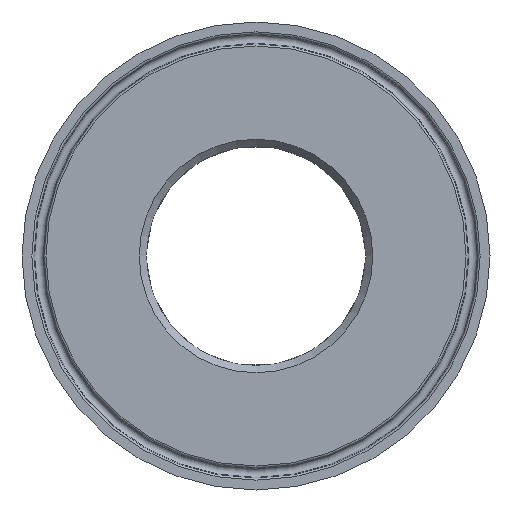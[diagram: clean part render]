
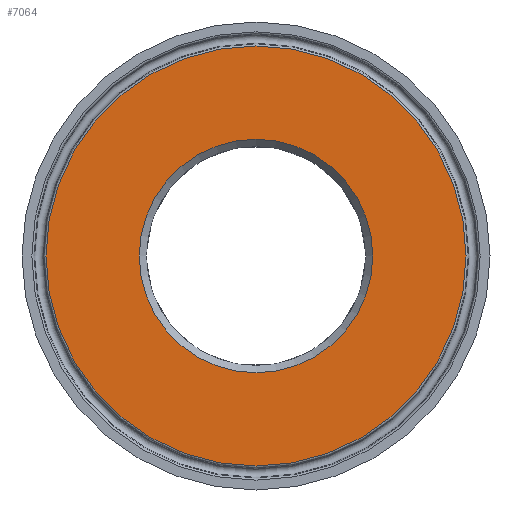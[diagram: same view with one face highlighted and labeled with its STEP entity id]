
A CAD part, left-side view. The second image highlights one B-rep face of the part: STEP entity #7064.
In plain terms, the highlighted planar face has unit normal (-1, 0, 0).
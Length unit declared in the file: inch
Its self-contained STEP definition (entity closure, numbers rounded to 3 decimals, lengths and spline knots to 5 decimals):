
#106=FACE_BOUND('',#1277,.T.);
#463=PLANE('',#7479);
#843=FACE_OUTER_BOUND('',#1276,.T.);
#1276=EDGE_LOOP('',(#6590));
#1277=EDGE_LOOP('',(#6591));
#1826=CIRCLE('',#7476,1.16789);
#1828=CIRCLE('',#7480,2.10134);
#3471=VERTEX_POINT('',#15682);
#3473=VERTEX_POINT('',#15688);
#4517=EDGE_CURVE('',#3471,#3471,#1826,.T.);
#4519=EDGE_CURVE('',#3473,#3473,#1828,.T.);
#6590=ORIENTED_EDGE('',*,*,#4519,.F.);
#6591=ORIENTED_EDGE('',*,*,#4517,.F.);
#7064=ADVANCED_FACE('',(#843,#106),#463,.T.);
#7476=AXIS2_PLACEMENT_3D('',#15683,#8767,#8768);
#7479=AXIS2_PLACEMENT_3D('',#15687,#8773,#8774);
#7480=AXIS2_PLACEMENT_3D('',#15689,#8775,#8776);
#8767=DIRECTION('center_axis',(-1.,0.,0.));
#8768=DIRECTION('ref_axis',(0.,-1.,0.));
#8773=DIRECTION('center_axis',(-1.,0.,0.));
#8774=DIRECTION('ref_axis',(0.,0.,1.));
#8775=DIRECTION('center_axis',(1.,0.,0.));
#8776=DIRECTION('ref_axis',(0.,-1.,0.));
#15682=CARTESIAN_POINT('',(0.,1.16789,0.));
#15683=CARTESIAN_POINT('Origin',(0.,0.,
0.));
#15687=CARTESIAN_POINT('Origin',(0.,1.60423,
0.));
#15688=CARTESIAN_POINT('',(0.,2.10134,0.));
#15689=CARTESIAN_POINT('Origin',(0.,0.,
0.));
